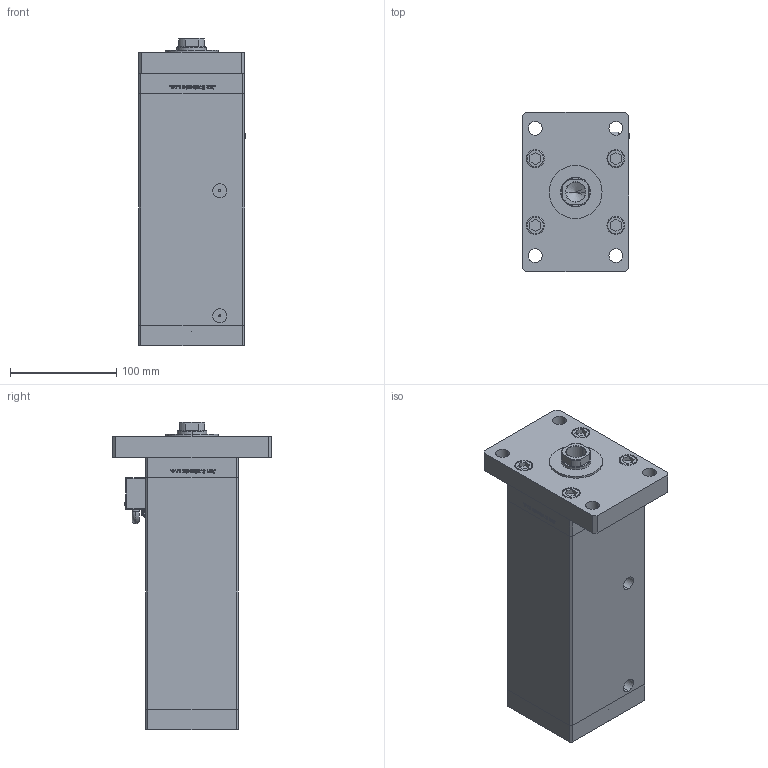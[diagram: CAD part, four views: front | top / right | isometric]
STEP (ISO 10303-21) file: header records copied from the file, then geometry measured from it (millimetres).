
FILE_DESCRIPTION (( 'STEP AP203' ), '1' );
FILE_NAME ('7acd.STEP', '2022-04-14T22:06:05', ( '' ), ( '' ), 'SwSTEP 2.0', 'SolidWorks 2019', '' );
FILE_SCHEMA (( 'CONFIG_CONTROL_DESIGN' ));
Length unit declared in the file: millimetre
Products named in the file (8): Magnetic_Switch_MSU4 e644c98df5c1421d1d10154e8c6ddbfb; V220C_VC_F e644c98df5c1421d1d10154e8c6ddbfb; V220C BACK_F e644c98df5c1421d1d10154e8c6ddbfb; ALLEN BOLT e644c98df5c1421d1d10154e8c6ddbfb; 7acd; V220C_F_MIDDLE e644c98df5c1421d1d10154e8c6ddbfb; V220C_F e644c98df5c1421d1d10154e8c6ddbfb; V220C_FRONT_F e644c98df5c1421d1d10154e8c6ddbfb
Assembly tree (20 placements, depth 2):
  7acd
    V220C BACK_F e644c98df5c1421d1d10154e8c6ddbfb
    V220C_F_MIDDLE e644c98df5c1421d1d10154e8c6ddbfb
    V220C_FRONT_F e644c98df5c1421d1d10154e8c6ddbfb
    V220C_F e644c98df5c1421d1d10154e8c6ddbfb
    Magnetic_Switch_MSU4 e644c98df5c1421d1d10154e8c6ddbfb
    ALLEN BOLT e644c98df5c1421d1d10154e8c6ddbfb  x14
    V220C_VC_F e644c98df5c1421d1d10154e8c6ddbfb
Bounding box: 100.8 x 150 x 289.5 mm (x, y, z)
Volume: 2224050.6 mm3; surface area: 309750.5 mm2
Topology: 20 solids, 21 shells, 1413 faces, 3509 edges, 2279 vertices
Faces by surface type: plane 556, bspline 484, cylinder 233, torus 64, cone 64, sphere 12
Entity records: 56920 total; most frequent: CARTESIAN_POINT 31076, ORIENTED_EDGE 5802, DIRECTION 3653, EDGE_CURVE 2901, VERTEX_POINT 1915, VECTOR 1487, LINE 1487, EDGE_LOOP 1320
